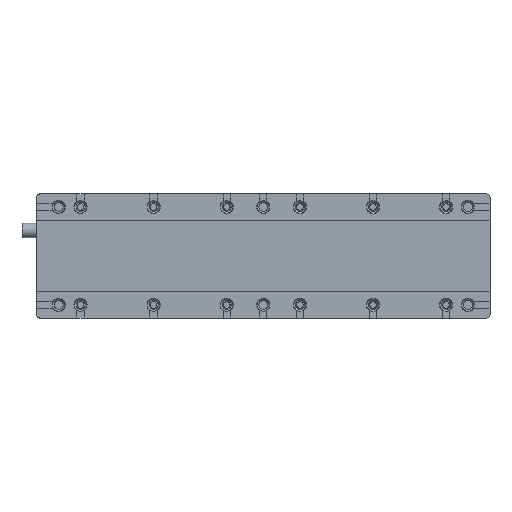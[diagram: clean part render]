
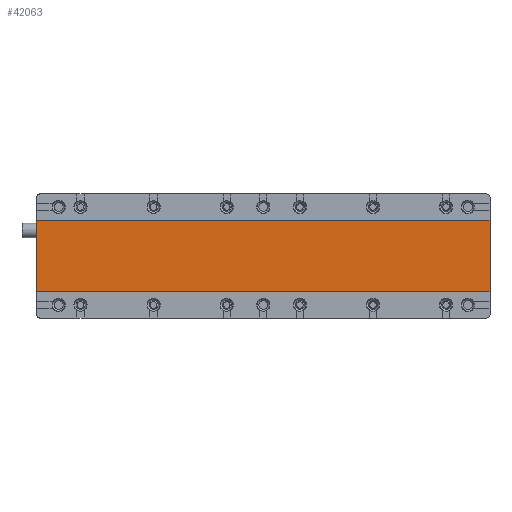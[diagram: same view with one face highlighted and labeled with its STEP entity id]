
A CAD part, top view. The second image highlights one B-rep face of the part: STEP entity #42063.
In plain terms, the highlighted planar face has unit normal (0, 0, 1).
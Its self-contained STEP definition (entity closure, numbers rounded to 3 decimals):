
#267 = DIRECTION ( 'NONE',  ( 0., 1., 0. ) ) ;
#1533 = ORIENTED_EDGE ( 'NONE', *, *, #38048, .T. ) ;
#2322 = CARTESIAN_POINT ( 'NONE',  ( -28.8, 4.9, 5.4 ) ) ;
#3226 = LINE ( 'NONE', #51102, #32621 ) ;
#3417 = VERTEX_POINT ( 'NONE', #34827 ) ;
#3498 = DIRECTION ( 'NONE',  ( -1., 0., 0. ) ) ;
#5590 = ORIENTED_EDGE ( 'NONE', *, *, #41882, .T. ) ;
#7575 = VERTEX_POINT ( 'NONE', #35704 ) ;
#11750 = EDGE_LOOP ( 'NONE', ( #18296, #5590, #17363, #1533 ) ) ;
#15065 = CARTESIAN_POINT ( 'NONE',  ( -11., -4.9, 5.4 ) ) ;
#16385 = CARTESIAN_POINT ( 'NONE',  ( 33.2, 8.5, 5.4 ) ) ;
#16949 = VECTOR ( 'NONE', #18227, 1000. ) ;
#17363 = ORIENTED_EDGE ( 'NONE', *, *, #41716, .T. ) ;
#17623 = DIRECTION ( 'NONE',  ( 0., 0., 1. ) ) ;
#17931 = DIRECTION ( 'NONE',  ( 1., 0., 0. ) ) ;
#18227 = DIRECTION ( 'NONE',  ( 0., -1., 0. ) ) ;
#18296 = ORIENTED_EDGE ( 'NONE', *, *, #32502, .T. ) ;
#22470 = AXIS2_PLACEMENT_3D ( 'NONE', #46122, #17623, #49562 ) ;
#24955 = FACE_OUTER_BOUND ( 'NONE', #11750, .T. ) ;
#25237 = VERTEX_POINT ( 'NONE', #28055 ) ;
#25611 = VERTEX_POINT ( 'NONE', #50723 ) ;
#26519 = LINE ( 'NONE', #15065, #34048 ) ;
#28055 = CARTESIAN_POINT ( 'NONE',  ( -28.8, -4.9, 5.4 ) ) ;
#31487 = LINE ( 'NONE', #16385, #37404 ) ;
#32502 = EDGE_CURVE ( 'NONE', #25611, #25237, #38045, .T. ) ;
#32621 = VECTOR ( 'NONE', #3498, 1000. ) ;
#34048 = VECTOR ( 'NONE', #17931, 1000. ) ;
#34827 = CARTESIAN_POINT ( 'NONE',  ( 33.2, 4.9, 5.4 ) ) ;
#35704 = CARTESIAN_POINT ( 'NONE',  ( 33.2, -4.9, 5.4 ) ) ;
#37404 = VECTOR ( 'NONE', #267, 1000. ) ;
#38045 = LINE ( 'NONE', #2322, #16949 ) ;
#38048 = EDGE_CURVE ( 'NONE', #3417, #25611, #3226, .T. ) ;
#40863 = PLANE ( 'NONE',  #22470 ) ;
#41716 = EDGE_CURVE ( 'NONE', #7575, #3417, #31487, .T. ) ;
#41882 = EDGE_CURVE ( 'NONE', #25237, #7575, #26519, .T. ) ;
#42063 = ADVANCED_FACE ( 'NONE', ( #24955 ), #40863, .T. ) ;
#46122 = CARTESIAN_POINT ( 'NONE',  ( 0., 0., 5.4 ) ) ;
#49562 = DIRECTION ( 'NONE',  ( 1., 0., 0. ) ) ;
#50723 = CARTESIAN_POINT ( 'NONE',  ( -28.8, 4.9, 5.4 ) ) ;
#51102 = CARTESIAN_POINT ( 'NONE',  ( -11., 4.9, 5.4 ) ) ;
